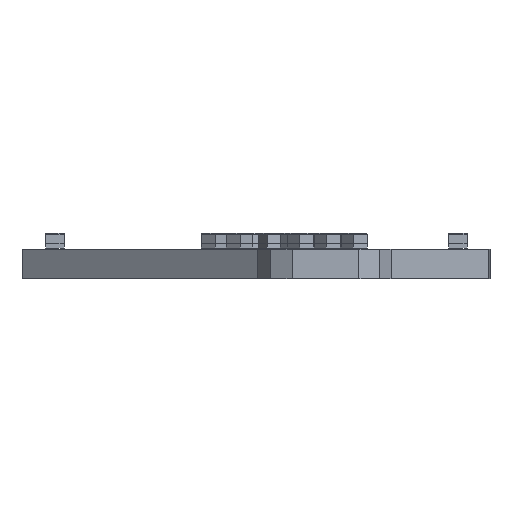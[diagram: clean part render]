
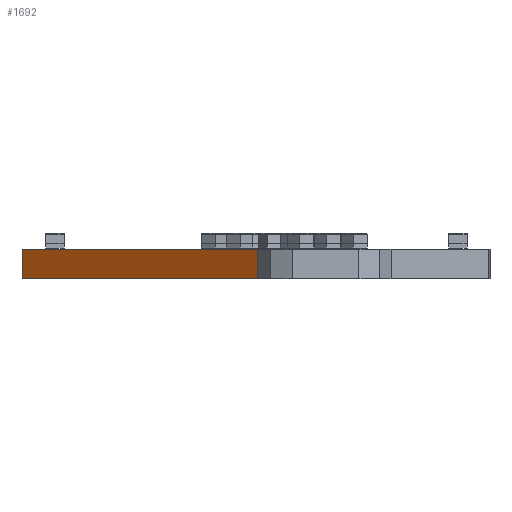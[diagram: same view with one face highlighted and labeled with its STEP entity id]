
A CAD part, left-side view. The second image highlights one B-rep face of the part: STEP entity #1692.
In plain terms, the highlighted planar face has unit normal (-0.784, 0.621, 0).
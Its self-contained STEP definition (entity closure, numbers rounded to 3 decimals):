
#1239 = VERTEX_POINT('',#1240);
#1240 = CARTESIAN_POINT('',(-23.597,-0.089,0.));
#1246 = EDGE_CURVE('',#1239,#1247,#1249,.T.);
#1247 = VERTEX_POINT('',#1248);
#1248 = CARTESIAN_POINT('',(-13.535,12.611,0.));
#1249 = LINE('',#1250,#1251);
#1250 = CARTESIAN_POINT('',(-23.597,-0.089,0.));
#1251 = VECTOR('',#1252,1.);
#1252 = DIRECTION('',(0.621,0.784,0.));
#1588 = VERTEX_POINT('',#1589);
#1589 = CARTESIAN_POINT('',(-23.597,-0.089,1.6));
#1595 = EDGE_CURVE('',#1588,#1596,#1598,.T.);
#1596 = VERTEX_POINT('',#1597);
#1597 = CARTESIAN_POINT('',(-13.535,12.611,1.6));
#1598 = LINE('',#1599,#1600);
#1599 = CARTESIAN_POINT('',(-23.597,-0.089,1.6));
#1600 = VECTOR('',#1601,1.);
#1601 = DIRECTION('',(0.621,0.784,0.));
#1662 = EDGE_CURVE('',#1247,#1596,#1663,.T.);
#1663 = LINE('',#1664,#1665);
#1664 = CARTESIAN_POINT('',(-13.535,12.611,0.));
#1665 = VECTOR('',#1666,1.);
#1666 = DIRECTION('',(0.,0.,1.));
#1692 = ADVANCED_FACE('',(#1693),#1704,.T.);
#1693 = FACE_BOUND('',#1694,.T.);
#1694 = EDGE_LOOP('',(#1695,#1701,#1702,#1703));
#1695 = ORIENTED_EDGE('',*,*,#1696,.T.);
#1696 = EDGE_CURVE('',#1239,#1588,#1697,.T.);
#1697 = LINE('',#1698,#1699);
#1698 = CARTESIAN_POINT('',(-23.597,-0.089,0.));
#1699 = VECTOR('',#1700,1.);
#1700 = DIRECTION('',(0.,0.,1.));
#1701 = ORIENTED_EDGE('',*,*,#1595,.T.);
#1702 = ORIENTED_EDGE('',*,*,#1662,.F.);
#1703 = ORIENTED_EDGE('',*,*,#1246,.F.);
#1704 = PLANE('',#1705);
#1705 = AXIS2_PLACEMENT_3D('',#1706,#1707,#1708);
#1706 = CARTESIAN_POINT('',(-23.597,-0.089,0.));
#1707 = DIRECTION('',(-0.784,0.621,0.));
#1708 = DIRECTION('',(0.621,0.784,0.));
